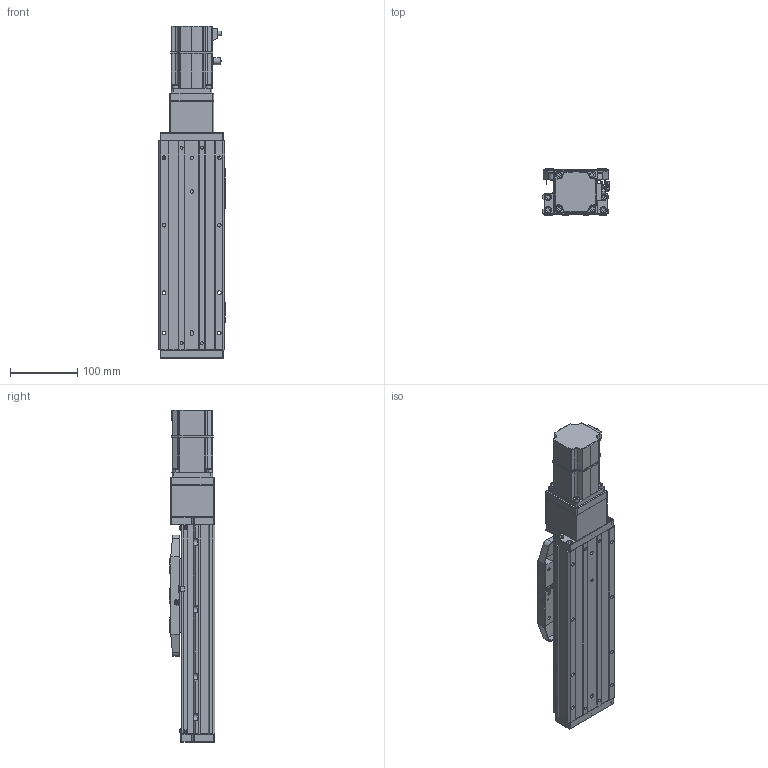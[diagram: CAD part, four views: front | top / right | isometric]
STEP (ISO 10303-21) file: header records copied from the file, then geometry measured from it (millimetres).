
FILE_DESCRIPTION (( 'STEP AP203' ), '1' );
FILE_NAME ('CTHA100-100-BC-M20-C4L.step', '2022-07-06T08:51:07', ( '微软用户' ), ( '微软中国' ), 'SwSTEP 2.0', 'SolidWorks 2020', '' );
FILE_SCHEMA (( 'CONFIG_CONTROL_DESIGN' ));
Length unit declared in the file: millimetre
Products named in the file (20): _X2_4E0983F1_X0_200W_1; CTHA86-030; CTHA60-017; CTHA86-013; CTHA100-100-BC-M20-C4L; CTHA60-021; CTHA86-027; KTHA100-001_310; GBT77-2000 M3×3; CTHA86-006-1_CTHA86-006-2; KTHA100-004; GBT 70.1-M3℅6; GBT 70.3-M3℅6; KTHA100-005; GBT70.1 M5℅16; CTHA100-002; GB¨uT 70.2-M3¡Á5_M3¡Á6; CTHA60-016; CTHA100-031; EE_SX911P_R
Assembly tree (63 placements, depth 2):
  CTHA100-100-BC-M20-C4L
    KTHA100-001_310
    KTHA100-004
    KTHA100-005
    GB¨uT 70.2-M3¡Á5_M3¡Á6  x10
    EE_SX911P_R  x3
    CTHA60-017  x3
    CTHA60-021  x2
    GBT77-2000 M3×3  x6
    GBT 70.1-M3℅6  x6
    GBT70.1 M5℅16  x14
    CTHA60-016  x2
    _X2_4E0983F1_X0_200W_1
    CTHA86-013
    CTHA86-027
    CTHA86-006-1_CTHA86-006-2
    GBT 70.3-M3℅6  x6
    CTHA100-002
    CTHA100-031
    CTHA86-030  x2
Bounding box: 98.82 x 68 x 492.5 mm (x, y, z)
Volume: 1913465.5 mm3; surface area: 369110.1 mm2
Topology: 65 solids, 65 shells, 2559 faces, 6102 edges, 3760 vertices
Faces by surface type: plane 1327, cylinder 661, cone 366, torus 112, bspline 69, sphere 24
Entity records: 43058 total; most frequent: CARTESIAN_POINT 8114, DIRECTION 6711, ORIENTED_EDGE 6476, EDGE_CURVE 3238, AXIS2_PLACEMENT_3D 2293, VECTOR 2125, LINE 2125, VERTEX_POINT 2038
